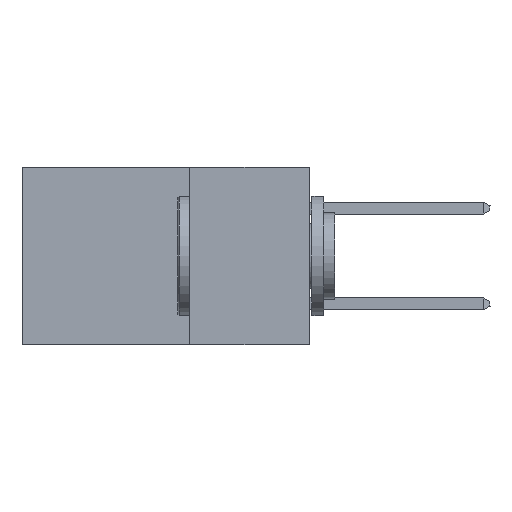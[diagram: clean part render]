
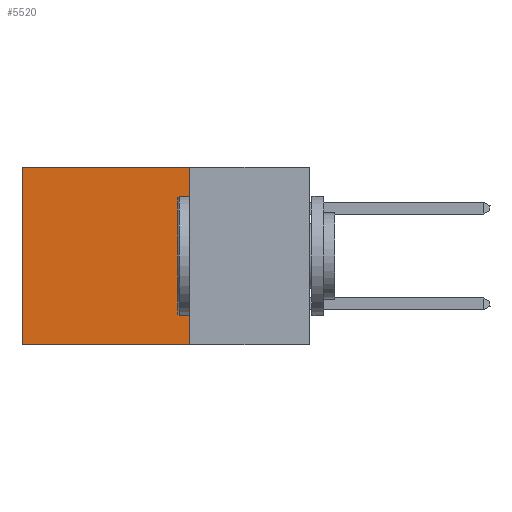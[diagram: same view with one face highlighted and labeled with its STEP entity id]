
A CAD part, left-side view. The second image highlights one B-rep face of the part: STEP entity #5520.
In plain terms, the highlighted planar face has unit normal (-1, 0, 0).
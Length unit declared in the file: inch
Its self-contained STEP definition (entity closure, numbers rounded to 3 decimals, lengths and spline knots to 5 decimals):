
#149 = EDGE_CURVE ( 'NONE', #5011, #4315, #6553, .T. ) ;
#1334 = DIRECTION ( 'NONE',  ( 0., 0., -1. ) ) ;
#1658 = CARTESIAN_POINT ( 'NONE',  ( 0.2875, 0.25, -0.37 ) ) ;
#1852 = EDGE_CURVE ( 'NONE', #5011, #8300, #4825, .T. ) ;
#2030 = VECTOR ( 'NONE', #17948, 39.37008 ) ;
#3472 = DIRECTION ( 'NONE',  ( 0., 1., 0. ) ) ;
#4078 = LINE ( 'NONE', #20342, #2030 ) ;
#4315 = VERTEX_POINT ( 'NONE', #1658 ) ;
#4816 = ORIENTED_EDGE ( 'NONE', *, *, #27306, .T. ) ;
#4825 = LINE ( 'NONE', #26914, #18948 ) ;
#4895 = CARTESIAN_POINT ( 'NONE',  ( 0.2875, 0.6, -0.37 ) ) ;
#5011 = VERTEX_POINT ( 'NONE', #14038 ) ;
#5352 = VECTOR ( 'NONE', #3472, 39.37008 ) ;
#5520 = ADVANCED_FACE ( 'NONE', ( #11376 ), #22496, .F. ) ;
#5565 = CARTESIAN_POINT ( 'NONE',  ( 0.2875, 0.6, 0. ) ) ;
#6553 = LINE ( 'NONE', #7710, #12950 ) ;
#6568 = EDGE_CURVE ( 'NONE', #4315, #11867, #22484, .T. ) ;
#7710 = CARTESIAN_POINT ( 'NONE',  ( 0.2875, 0.25, 0. ) ) ;
#8300 = VERTEX_POINT ( 'NONE', #5565 ) ;
#8673 = ORIENTED_EDGE ( 'NONE', *, *, #1852, .T. ) ;
#9716 = CARTESIAN_POINT ( 'NONE',  ( 0.2875, 0.25, -0.37 ) ) ;
#11376 = FACE_OUTER_BOUND ( 'NONE', #19600, .T. ) ;
#11867 = VERTEX_POINT ( 'NONE', #4895 ) ;
#12762 = ORIENTED_EDGE ( 'NONE', *, *, #6568, .F. ) ;
#12950 = VECTOR ( 'NONE', #1334, 39.37008 ) ;
#13255 = AXIS2_PLACEMENT_3D ( 'NONE', #18387, #14061, #16130 ) ;
#14038 = CARTESIAN_POINT ( 'NONE',  ( 0.2875, 0.25, 0. ) ) ;
#14061 = DIRECTION ( 'NONE',  ( 1., 0., 0. ) ) ;
#14440 = ORIENTED_EDGE ( 'NONE', *, *, #149, .F. ) ;
#16130 = DIRECTION ( 'NONE',  ( 0., 0., -1. ) ) ;
#16415 = DIRECTION ( 'NONE',  ( 0., 1., 0. ) ) ;
#17948 = DIRECTION ( 'NONE',  ( 0., 0., -1. ) ) ;
#18387 = CARTESIAN_POINT ( 'NONE',  ( 0.2875, 0.25, 0. ) ) ;
#18948 = VECTOR ( 'NONE', #16415, 39.37008 ) ;
#19600 = EDGE_LOOP ( 'NONE', ( #4816, #12762, #14440, #8673 ) ) ;
#20342 = CARTESIAN_POINT ( 'NONE',  ( 0.2875, 0.6, 0. ) ) ;
#22484 = LINE ( 'NONE', #9716, #5352 ) ;
#22496 = PLANE ( 'NONE',  #13255 ) ;
#26914 = CARTESIAN_POINT ( 'NONE',  ( 0.2875, 0.25, 0. ) ) ;
#27306 = EDGE_CURVE ( 'NONE', #8300, #11867, #4078, .T. ) ;
